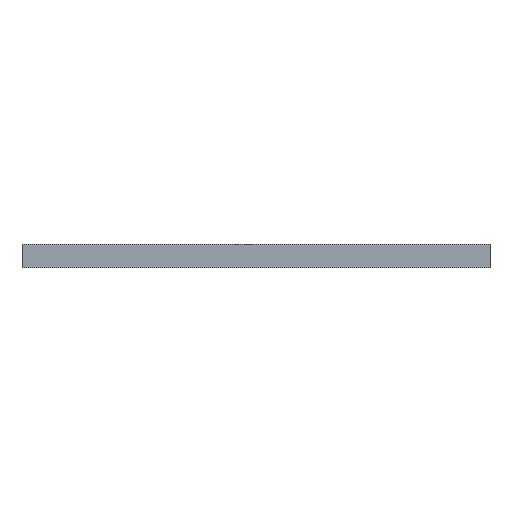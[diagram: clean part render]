
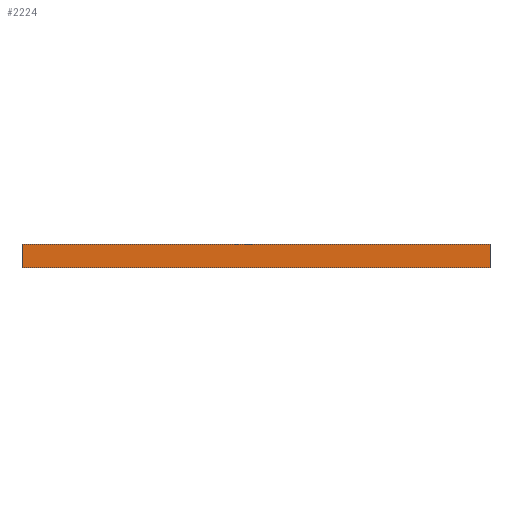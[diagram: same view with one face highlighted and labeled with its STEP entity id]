
A CAD part, front view. The second image highlights one B-rep face of the part: STEP entity #2224.
In plain terms, the highlighted planar face has unit normal (0, -1, 0).
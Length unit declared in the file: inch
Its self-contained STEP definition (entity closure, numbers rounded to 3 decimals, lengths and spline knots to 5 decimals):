
#109 = DIRECTION ( 'NONE',  ( 0., 0., 1. ) ) ;
#550 = VERTEX_POINT ( 'NONE', #1098 ) ;
#580 = CARTESIAN_POINT ( 'NONE',  ( 0.59055, -0.59055, 0. ) ) ;
#637 = DIRECTION ( 'NONE',  ( 1., 0., 0. ) ) ;
#656 = EDGE_CURVE ( 'NONE', #2137, #1009, #2707, .T. ) ;
#881 = AXIS2_PLACEMENT_3D ( 'NONE', #1679, #1712, #2201 ) ;
#907 = VECTOR ( 'NONE', #2989, 39.37008 ) ;
#1004 = ORIENTED_EDGE ( 'NONE', *, *, #2684, .T. ) ;
#1009 = VERTEX_POINT ( 'NONE', #2576 ) ;
#1098 = CARTESIAN_POINT ( 'NONE',  ( 0.59055, -0.59055, -0.03937 ) ) ;
#1106 = VECTOR ( 'NONE', #109, 39.37008 ) ;
#1241 = CARTESIAN_POINT ( 'NONE',  ( -0.59055, -0.59055, 0.01969 ) ) ;
#1280 = FACE_OUTER_BOUND ( 'NONE', #2428, .T. ) ;
#1476 = LINE ( 'NONE', #2729, #907 ) ;
#1509 = DIRECTION ( 'NONE',  ( 1., 0., 0. ) ) ;
#1679 = CARTESIAN_POINT ( 'NONE',  ( -0.59055, -0.59055, 0. ) ) ;
#1712 = DIRECTION ( 'NONE',  ( 0., -1., 0. ) ) ;
#1958 = CARTESIAN_POINT ( 'NONE',  ( -0.59055, -0.59055, -0.03937 ) ) ;
#2018 = CARTESIAN_POINT ( 'NONE',  ( -0.59055, -0.59055, 0.01969 ) ) ;
#2020 = VECTOR ( 'NONE', #637, 39.37008 ) ;
#2085 = ORIENTED_EDGE ( 'NONE', *, *, #2313, .F. ) ;
#2103 = LINE ( 'NONE', #2926, #2020 ) ;
#2137 = VERTEX_POINT ( 'NONE', #2018 ) ;
#2174 = EDGE_CURVE ( 'NONE', #550, #1009, #2882, .T. ) ;
#2189 = VECTOR ( 'NONE', #1509, 39.37008 ) ;
#2201 = DIRECTION ( 'NONE',  ( 1., 0., 0. ) ) ;
#2224 = ADVANCED_FACE ( 'NONE', ( #1280 ), #2470, .T. ) ;
#2313 = EDGE_CURVE ( 'NONE', #2791, #2137, #1476, .T. ) ;
#2428 = EDGE_LOOP ( 'NONE', ( #2085, #1004, #2555, #2932 ) ) ;
#2470 = PLANE ( 'NONE',  #881 ) ;
#2555 = ORIENTED_EDGE ( 'NONE', *, *, #2174, .T. ) ;
#2576 = CARTESIAN_POINT ( 'NONE',  ( 0.59055, -0.59055, 0.01969 ) ) ;
#2684 = EDGE_CURVE ( 'NONE', #2791, #550, #2103, .T. ) ;
#2707 = LINE ( 'NONE', #1241, #2189 ) ;
#2729 = CARTESIAN_POINT ( 'NONE',  ( -0.59055, -0.59055, 0. ) ) ;
#2791 = VERTEX_POINT ( 'NONE', #1958 ) ;
#2882 = LINE ( 'NONE', #580, #1106 ) ;
#2926 = CARTESIAN_POINT ( 'NONE',  ( -0.59055, -0.59055, -0.03937 ) ) ;
#2932 = ORIENTED_EDGE ( 'NONE', *, *, #656, .F. ) ;
#2989 = DIRECTION ( 'NONE',  ( 0., 0., 1. ) ) ;
